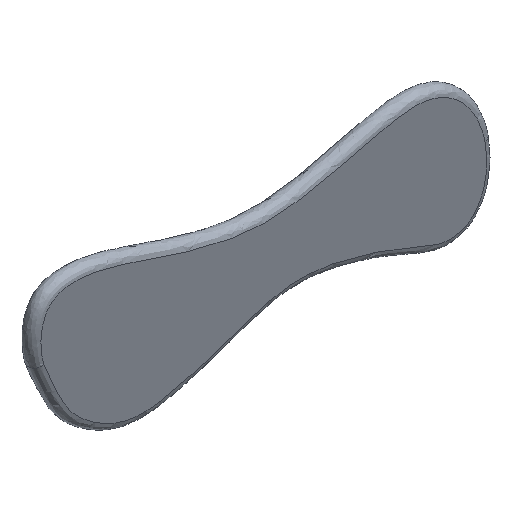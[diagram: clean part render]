
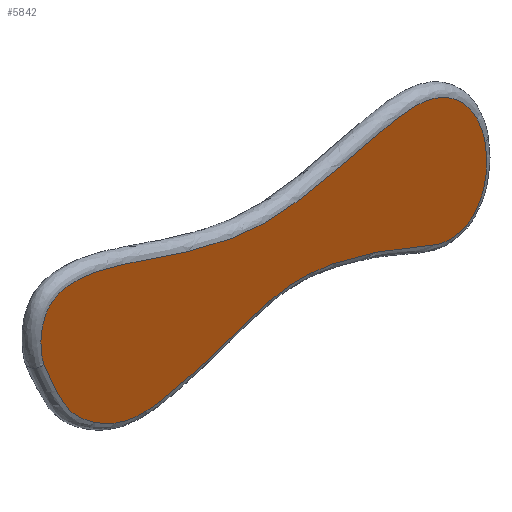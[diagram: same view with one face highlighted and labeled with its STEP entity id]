
A CAD part, isometric view. The second image highlights one B-rep face of the part: STEP entity #5842.
In plain terms, the highlighted planar face has unit normal (0, -1, 0).
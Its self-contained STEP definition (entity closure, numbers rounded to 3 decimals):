
#1041=PLANE('',#6175);
#1175=FACE_OUTER_BOUND('',#1497,.T.);
#1497=EDGE_LOOP('',(#3925,#3926));
#1854=B_SPLINE_CURVE_WITH_KNOTS('',3,(#7931,#7932,#7933,#7934,#7935,#7936,
#7937,#7938,#7939,#7940,#7941,#7942,#7943,#7944,#7945,#7946,#7947,#7948,
#7949,#7950,#7951,#7952,#7953,#7954,#7955,#7956,#7957,#7958,#7959,#7960,
#7961,#7962,#7963,#7964,#7965,#7966,#7967,#7968,#7969,#7970,#7971,#7972,
#7973,#7974),.UNSPECIFIED.,.F.,.F.,(4,2,2,2,2,2,2,2,2,2,2,2,2,2,2,2,2,2,
2,2,2,4),(40.578,41.475,42.434,43.075,
43.71,44.385,45.256,46.58,48.613,
50.158,51.272,52.594,53.894,55.447,
56.466,57.349,58.354,59.001,59.69,
60.467,61.078,61.499),.UNSPECIFIED.);
#1905=B_SPLINE_CURVE_WITH_KNOTS('',3,(#9847,#9848,#9849,#9850,#9851,#9852,
#9853,#9854,#9855,#9856,#9857,#9858,#9859,#9860,#9861,#9862,#9863,#9864,
#9865,#9866,#9867,#9868,#9869,#9870,#9871,#9872,#9873,#9874,#9875,#9876,
#9877,#9878,#9879,#9880,#9881,#9882,#9883,#9884,#9885,#9886,#9887),
 .UNSPECIFIED.,.F.,.F.,(4,2,2,2,2,2,2,1,2,2,2,2,2,2,2,2,2,2,2,2,4),(20.5,
20.579,21.075,21.688,22.219,22.589,
23.003,23.429,23.855,25.08,26.462,
28.492,30.391,32.22,34.158,35.895,
36.905,37.815,38.96,40.199,40.578),
 .UNSPECIFIED.);
#2261=VERTEX_POINT('',#7425);
#2264=VERTEX_POINT('',#7929);
#2891=EDGE_CURVE('',#2264,#2261,#1854,.T.);
#2952=EDGE_CURVE('',#2261,#2264,#1905,.T.);
#3925=ORIENTED_EDGE('',*,*,#2891,.F.);
#3926=ORIENTED_EDGE('',*,*,#2952,.F.);
#5842=ADVANCED_FACE('',(#1175),#1041,.F.);
#6175=AXIS2_PLACEMENT_3D('',#9888,#6341,#6342);
#6341=DIRECTION('center_axis',(0.,1.,0.));
#6342=DIRECTION('ref_axis',(1.,0.,0.));
#7425=CARTESIAN_POINT('',(-70.905,0.,50.2));
#7929=CARTESIAN_POINT('',(96.837,0.,39.751));
#7931=CARTESIAN_POINT('Ctrl Pts',(96.837,0.,39.751));
#7932=CARTESIAN_POINT('Ctrl Pts',(97.416,0.,36.803));
#7933=CARTESIAN_POINT('Ctrl Pts',(97.648,0.,33.799));
#7934=CARTESIAN_POINT('Ctrl Pts',(97.261,0.,27.617));
#7935=CARTESIAN_POINT('Ctrl Pts',(96.608,0.,24.434));
#7936=CARTESIAN_POINT('Ctrl Pts',(94.252,0.,19.595));
#7937=CARTESIAN_POINT('Ctrl Pts',(92.935,0.,17.829));
#7938=CARTESIAN_POINT('Ctrl Pts',(89.548,0.,15.247));
#7939=CARTESIAN_POINT('Ctrl Pts',(87.498,0.,14.476));
#7940=CARTESIAN_POINT('Ctrl Pts',(83.152,0.,13.974));
#7941=CARTESIAN_POINT('Ctrl Pts',(80.874,0.,14.268));
#7942=CARTESIAN_POINT('Ctrl Pts',(75.903,0.,15.637));
#7943=CARTESIAN_POINT('Ctrl Pts',(73.243,0.,16.824));
#7944=CARTESIAN_POINT('Ctrl Pts',(66.517,0.,19.74));
#7945=CARTESIAN_POINT('Ctrl Pts',(62.451,0.,21.458));
#7946=CARTESIAN_POINT('Ctrl Pts',(51.902,0.,25.228));
#7947=CARTESIAN_POINT('Ctrl Pts',(45.381,0.,27.158));
#7948=CARTESIAN_POINT('Ctrl Pts',(33.654,0.,29.35));
#7949=CARTESIAN_POINT('Ctrl Pts',(28.492,0.,29.844));
#7950=CARTESIAN_POINT('Ctrl Pts',(19.622,0.,29.248));
#7951=CARTESIAN_POINT('Ctrl Pts',(15.954,0.,28.541));
#7952=CARTESIAN_POINT('Ctrl Pts',(8.139,0.,26.348));
#7953=CARTESIAN_POINT('Ctrl Pts',(3.999,0.,24.812));
#7954=CARTESIAN_POINT('Ctrl Pts',(-4.259,0.,21.927));
#7955=CARTESIAN_POINT('Ctrl Pts',(-8.375,0.,20.534));
#7956=CARTESIAN_POINT('Ctrl Pts',(-17.473,0.,17.802));
#7957=CARTESIAN_POINT('Ctrl Pts',(-22.48,0.,16.42));
#7958=CARTESIAN_POINT('Ctrl Pts',(-30.975,0.,15.235));
#7959=CARTESIAN_POINT('Ctrl Pts',(-34.403,0.,15.122));
#7960=CARTESIAN_POINT('Ctrl Pts',(-40.688,0.,16.118));
#7961=CARTESIAN_POINT('Ctrl Pts',(-43.507,0.,17.064));
#7962=CARTESIAN_POINT('Ctrl Pts',(-49.186,0.,19.784));
#7963=CARTESIAN_POINT('Ctrl Pts',(-52.038,0.,21.601));
#7964=CARTESIAN_POINT('Ctrl Pts',(-56.424,0.,25.029));
#7965=CARTESIAN_POINT('Ctrl Pts',(-58.043,0.,26.494));
#7966=CARTESIAN_POINT('Ctrl Pts',(-61.003,0.,29.84));
#7967=CARTESIAN_POINT('Ctrl Pts',(-62.296,0.,31.751));
#7968=CARTESIAN_POINT('Ctrl Pts',(-64.709,0.,36.));
#7969=CARTESIAN_POINT('Ctrl Pts',(-65.823,0.,38.34));
#7970=CARTESIAN_POINT('Ctrl Pts',(-67.762,0.,42.542));
#7971=CARTESIAN_POINT('Ctrl Pts',(-68.603,0.,44.396));
#7972=CARTESIAN_POINT('Ctrl Pts',(-69.954,0.,47.559));
#7973=CARTESIAN_POINT('Ctrl Pts',(-70.48,0.,48.862));
#7974=CARTESIAN_POINT('Ctrl Pts',(-70.905,0.,50.2));
#9847=CARTESIAN_POINT('Ctrl Pts',(-70.905,0.,50.2));
#9848=CARTESIAN_POINT('Ctrl Pts',(-70.985,0.,50.453));
#9849=CARTESIAN_POINT('Ctrl Pts',(-71.062,0.,50.707));
#9850=CARTESIAN_POINT('Ctrl Pts',(-71.586,0.,52.551));
#9851=CARTESIAN_POINT('Ctrl Pts',(-71.863,0.,54.189));
#9852=CARTESIAN_POINT('Ctrl Pts',(-72.093,0.,57.879));
#9853=CARTESIAN_POINT('Ctrl Pts',(-71.984,0.,59.944));
#9854=CARTESIAN_POINT('Ctrl Pts',(-71.243,0.,63.683));
#9855=CARTESIAN_POINT('Ctrl Pts',(-70.684,0.,65.396));
#9856=CARTESIAN_POINT('Ctrl Pts',(-69.107,0.,67.956));
#9857=CARTESIAN_POINT('Ctrl Pts',(-68.229,0.,68.898));
#9858=CARTESIAN_POINT('Ctrl Pts',(-66.034,0.,70.329));
#9859=CARTESIAN_POINT('Ctrl Pts',(-64.705,0.,70.79));
#9860=CARTESIAN_POINT('Ctrl Pts',(-61.968,0.,71.366));
#9861=CARTESIAN_POINT('Ctrl Pts',(-59.114,0.,71.599));
#9862=CARTESIAN_POINT('Ctrl Pts',(-56.26,0.,71.432));
#9863=CARTESIAN_POINT('Ctrl Pts',(-50.792,0.,70.818));
#9864=CARTESIAN_POINT('Ctrl Pts',(-46.807,0.,69.803));
#9865=CARTESIAN_POINT('Ctrl Pts',(-38.48,0.,67.348));
#9866=CARTESIAN_POINT('Ctrl Pts',(-34.066,0.,65.837));
#9867=CARTESIAN_POINT('Ctrl Pts',(-23.103,0.,62.15));
#9868=CARTESIAN_POINT('Ctrl Pts',(-16.531,0.,59.951));
#9869=CARTESIAN_POINT('Ctrl Pts',(-3.714,0.,56.562));
#9870=CARTESIAN_POINT('Ctrl Pts',(2.543,0.,55.345));
#9871=CARTESIAN_POINT('Ctrl Pts',(14.868,0.,54.549));
#9872=CARTESIAN_POINT('Ctrl Pts',(20.966,0.,54.946));
#9873=CARTESIAN_POINT('Ctrl Pts',(33.381,0.,56.922));
#9874=CARTESIAN_POINT('Ctrl Pts',(39.654,0.,58.504));
#9875=CARTESIAN_POINT('Ctrl Pts',(51.517,0.,61.54));
#9876=CARTESIAN_POINT('Ctrl Pts',(57.118,0.,63.075));
#9877=CARTESIAN_POINT('Ctrl Pts',(66.159,0.,64.53));
#9878=CARTESIAN_POINT('Ctrl Pts',(69.55,0.,64.815));
#9879=CARTESIAN_POINT('Ctrl Pts',(75.919,0.,64.169));
#9880=CARTESIAN_POINT('Ctrl Pts',(78.929,0.,63.267));
#9881=CARTESIAN_POINT('Ctrl Pts',(84.992,0.,60.023));
#9882=CARTESIAN_POINT('Ctrl Pts',(87.919,0.,57.443));
#9883=CARTESIAN_POINT('Ctrl Pts',(92.809,0.,51.171));
#9884=CARTESIAN_POINT('Ctrl Pts',(94.702,0.,47.396));
#9885=CARTESIAN_POINT('Ctrl Pts',(96.284,0.,42.232));
#9886=CARTESIAN_POINT('Ctrl Pts',(96.593,0.,40.997));
#9887=CARTESIAN_POINT('Ctrl Pts',(96.837,0.,39.751));
#9888=CARTESIAN_POINT('Origin',(12.808,0.,42.776));
